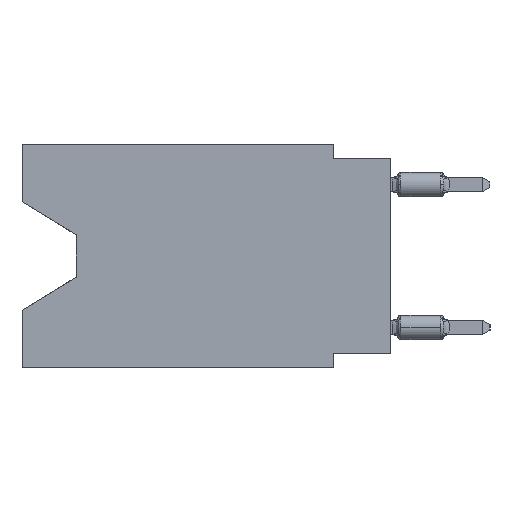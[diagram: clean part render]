
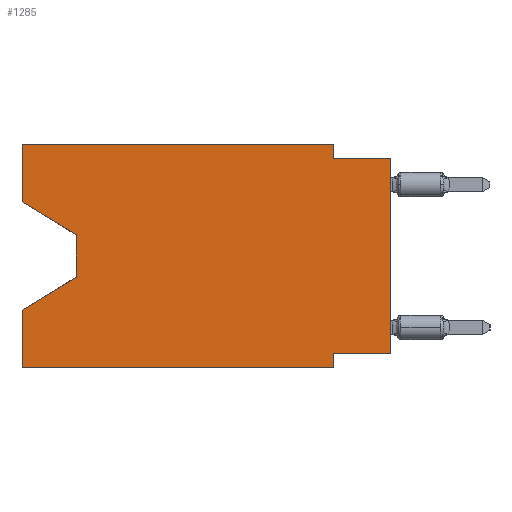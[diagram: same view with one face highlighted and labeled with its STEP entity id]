
A CAD part, left-side view. The second image highlights one B-rep face of the part: STEP entity #1285.
In plain terms, the highlighted planar face has unit normal (-1, 0, 0).
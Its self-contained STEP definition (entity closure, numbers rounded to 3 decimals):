
#95 = ORIENTED_EDGE ( 'NONE', *, *, #12132, .F. ) ;
#421 = DIRECTION ( 'NONE',  ( 0., -1., 0. ) ) ;
#697 = ORIENTED_EDGE ( 'NONE', *, *, #28298, .F. ) ;
#807 = VERTEX_POINT ( 'NONE', #17333 ) ;
#1285 = ADVANCED_FACE ( 'NONE', ( #2326 ), #11947, .F. ) ;
#1393 = DIRECTION ( 'NONE',  ( 0., 0., 1. ) ) ;
#1970 = EDGE_CURVE ( 'NONE', #29361, #6588, #17951, .T. ) ;
#2074 = CARTESIAN_POINT ( 'NONE',  ( 0., 2.54, -9.271 ) ) ;
#2158 = VERTEX_POINT ( 'NONE', #8956 ) ;
#2326 = FACE_OUTER_BOUND ( 'NONE', #7016, .T. ) ;
#2842 = LINE ( 'NONE', #20188, #24029 ) ;
#2924 = ORIENTED_EDGE ( 'NONE', *, *, #24748, .T. ) ;
#2932 = VERTEX_POINT ( 'NONE', #2074 ) ;
#4159 = EDGE_CURVE ( 'NONE', #2158, #2932, #23255, .T. ) ;
#4413 = CARTESIAN_POINT ( 'NONE',  ( 0., 16.383, 0. ) ) ;
#4614 = CARTESIAN_POINT ( 'NONE',  ( 0., 13.97, -5.893 ) ) ;
#4816 = CARTESIAN_POINT ( 'NONE',  ( 0., 2.54, -0.635 ) ) ;
#5235 = VECTOR ( 'NONE', #22413, 1000. ) ;
#6588 = VERTEX_POINT ( 'NONE', #9777 ) ;
#6704 = ORIENTED_EDGE ( 'NONE', *, *, #15849, .F. ) ;
#7016 = EDGE_LOOP ( 'NONE', ( #8295, #26181, #2924, #23615, #15725, #22843, #11874, #27117, #6704, #697, #95, #15724 ) ) ;
#7260 = DIRECTION ( 'NONE',  ( 0., -1., 0. ) ) ;
#7265 = LINE ( 'NONE', #4614, #19308 ) ;
#7979 = DIRECTION ( 'NONE',  ( 0., 0., -1. ) ) ;
#8197 = LINE ( 'NONE', #24648, #5235 ) ;
#8295 = ORIENTED_EDGE ( 'NONE', *, *, #24852, .T. ) ;
#8884 = CARTESIAN_POINT ( 'NONE',  ( 0., 0., -9.271 ) ) ;
#8956 = CARTESIAN_POINT ( 'NONE',  ( 0., 0., -9.271 ) ) ;
#8990 = EDGE_CURVE ( 'NONE', #2158, #20917, #11581, .T. ) ;
#9154 = DIRECTION ( 'NONE',  ( 0., 0., 1. ) ) ;
#9525 = DIRECTION ( 'NONE',  ( 0., 0., 1. ) ) ;
#9591 = VECTOR ( 'NONE', #1393, 1000. ) ;
#9648 = LINE ( 'NONE', #27007, #25184 ) ;
#9777 = CARTESIAN_POINT ( 'NONE',  ( 0., 16.383, 0. ) ) ;
#10404 = CARTESIAN_POINT ( 'NONE',  ( 0., 13.97, -4.013 ) ) ;
#11145 = CARTESIAN_POINT ( 'NONE',  ( 0., 13.97, -5.893 ) ) ;
#11581 = LINE ( 'NONE', #28330, #29052 ) ;
#11622 = CARTESIAN_POINT ( 'NONE',  ( 0., 16.383, -7.36 ) ) ;
#11874 = ORIENTED_EDGE ( 'NONE', *, *, #4159, .F. ) ;
#11947 = PLANE ( 'NONE',  #26719 ) ;
#12132 = EDGE_CURVE ( 'NONE', #6588, #807, #9648, .T. ) ;
#12453 = DIRECTION ( 'NONE',  ( 0., 0., -1. ) ) ;
#12867 = DIRECTION ( 'NONE',  ( 0., 0., -1. ) ) ;
#13004 = DIRECTION ( 'NONE',  ( 0., -1., 0. ) ) ;
#13827 = VERTEX_POINT ( 'NONE', #11622 ) ;
#14990 = VERTEX_POINT ( 'NONE', #16083 ) ;
#15724 = ORIENTED_EDGE ( 'NONE', *, *, #1970, .F. ) ;
#15725 = ORIENTED_EDGE ( 'NONE', *, *, #25191, .T. ) ;
#15849 = EDGE_CURVE ( 'NONE', #20521, #20917, #30248, .T. ) ;
#16083 = CARTESIAN_POINT ( 'NONE',  ( 0., 2.54, -9.906 ) ) ;
#16904 = EDGE_CURVE ( 'NONE', #2932, #14990, #24892, .T. ) ;
#17333 = CARTESIAN_POINT ( 'NONE',  ( 0., 2.54, 0. ) ) ;
#17951 = LINE ( 'NONE', #29836, #9591 ) ;
#18318 = EDGE_CURVE ( 'NONE', #29868, #13827, #20986, .T. ) ;
#18355 = CARTESIAN_POINT ( 'NONE',  ( 0., 13.97, -4.013 ) ) ;
#19308 = VECTOR ( 'NONE', #31140, 1000. ) ;
#19345 = CARTESIAN_POINT ( 'NONE',  ( 0., 16.383, -2.546 ) ) ;
#20188 = CARTESIAN_POINT ( 'NONE',  ( 0., 2.54, 0. ) ) ;
#20266 = LINE ( 'NONE', #18355, #24573 ) ;
#20366 = VERTEX_POINT ( 'NONE', #11145 ) ;
#20423 = DIRECTION ( 'NONE',  ( 0., 0., -1. ) ) ;
#20521 = VERTEX_POINT ( 'NONE', #4816 ) ;
#20862 = VECTOR ( 'NONE', #13004, 1000. ) ;
#20917 = VERTEX_POINT ( 'NONE', #29103 ) ;
#20986 = LINE ( 'NONE', #4413, #22491 ) ;
#21506 = VERTEX_POINT ( 'NONE', #10404 ) ;
#22343 = LINE ( 'NONE', #24889, #25927 ) ;
#22348 = CARTESIAN_POINT ( 'NONE',  ( 0., 16.383, 0. ) ) ;
#22413 = DIRECTION ( 'NONE',  ( 0., -0.855, -0.519 ) ) ;
#22491 = VECTOR ( 'NONE', #9154, 1000. ) ;
#22843 = ORIENTED_EDGE ( 'NONE', *, *, #16904, .F. ) ;
#23255 = LINE ( 'NONE', #8884, #27845 ) ;
#23409 = DIRECTION ( 'NONE',  ( 0., 1., 0. ) ) ;
#23615 = ORIENTED_EDGE ( 'NONE', *, *, #18318, .F. ) ;
#24029 = VECTOR ( 'NONE', #12453, 1000. ) ;
#24573 = VECTOR ( 'NONE', #20423, 1000. ) ;
#24648 = CARTESIAN_POINT ( 'NONE',  ( 0., 16.383, -2.546 ) ) ;
#24748 = EDGE_CURVE ( 'NONE', #20366, #13827, #7265, .T. ) ;
#24852 = EDGE_CURVE ( 'NONE', #29361, #21506, #8197, .T. ) ;
#24889 = CARTESIAN_POINT ( 'NONE',  ( 0., 16.383, -9.906 ) ) ;
#24892 = LINE ( 'NONE', #29169, #29515 ) ;
#25184 = VECTOR ( 'NONE', #7260, 1000. ) ;
#25190 = CARTESIAN_POINT ( 'NONE',  ( 0., 0., -0.635 ) ) ;
#25191 = EDGE_CURVE ( 'NONE', #29868, #14990, #22343, .T. ) ;
#25927 = VECTOR ( 'NONE', #421, 1000. ) ;
#26181 = ORIENTED_EDGE ( 'NONE', *, *, #29085, .T. ) ;
#26719 = AXIS2_PLACEMENT_3D ( 'NONE', #22348, #30255, #12867 ) ;
#27007 = CARTESIAN_POINT ( 'NONE',  ( 0., 16.383, 0. ) ) ;
#27117 = ORIENTED_EDGE ( 'NONE', *, *, #8990, .T. ) ;
#27845 = VECTOR ( 'NONE', #23409, 1000. ) ;
#28298 = EDGE_CURVE ( 'NONE', #807, #20521, #2842, .T. ) ;
#28330 = CARTESIAN_POINT ( 'NONE',  ( 0., 0., 0. ) ) ;
#29052 = VECTOR ( 'NONE', #9525, 1000. ) ;
#29085 = EDGE_CURVE ( 'NONE', #21506, #20366, #20266, .T. ) ;
#29094 = CARTESIAN_POINT ( 'NONE',  ( 0., 16.383, -9.906 ) ) ;
#29103 = CARTESIAN_POINT ( 'NONE',  ( 0., 0., -0.635 ) ) ;
#29169 = CARTESIAN_POINT ( 'NONE',  ( 0., 2.54, -9.906 ) ) ;
#29361 = VERTEX_POINT ( 'NONE', #19345 ) ;
#29515 = VECTOR ( 'NONE', #7979, 1000. ) ;
#29836 = CARTESIAN_POINT ( 'NONE',  ( 0., 16.383, 0. ) ) ;
#29868 = VERTEX_POINT ( 'NONE', #29094 ) ;
#30248 = LINE ( 'NONE', #25190, #20862 ) ;
#30255 = DIRECTION ( 'NONE',  ( 1., 0., 0. ) ) ;
#31140 = DIRECTION ( 'NONE',  ( 0., 0.855, -0.519 ) ) ;
